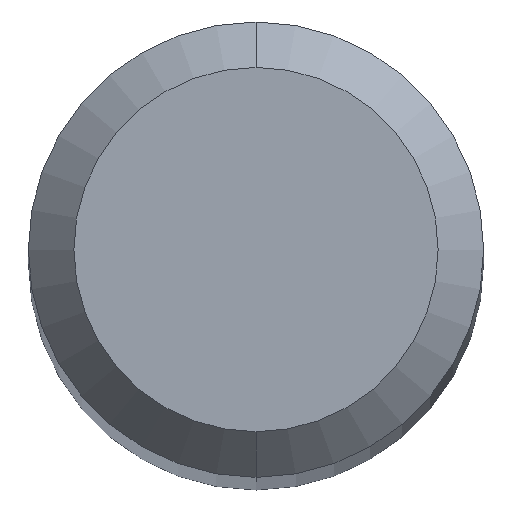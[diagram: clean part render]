
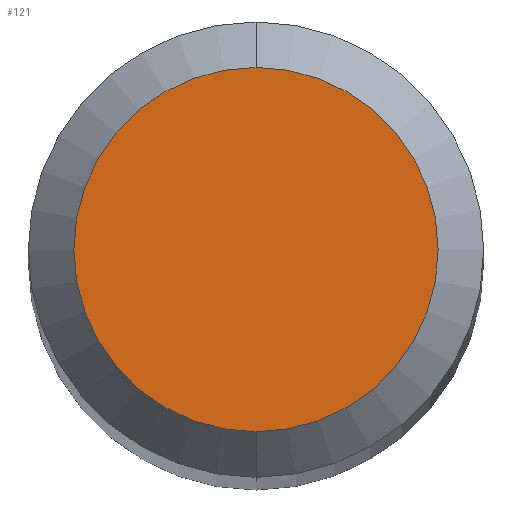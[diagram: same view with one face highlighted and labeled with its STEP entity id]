
A CAD part, top view. The second image highlights one B-rep face of the part: STEP entity #121.
In plain terms, the highlighted planar face has unit normal (0, 0, 1).
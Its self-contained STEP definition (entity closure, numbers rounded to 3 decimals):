
#3 = FACE_OUTER_BOUND ( 'NONE', #25, .T. ) ;
#11 = EDGE_CURVE ( 'NONE', #189, #162, #212, .T. ) ;
#25 = EDGE_LOOP ( 'NONE', ( #32, #80 ) ) ;
#32 = ORIENTED_EDGE ( 'NONE', *, *, #11, .T. ) ;
#76 = DIRECTION ( 'NONE',  ( 0., 1., 0. ) ) ;
#78 = AXIS2_PLACEMENT_3D ( 'NONE', #204, #127, #124 ) ;
#80 = ORIENTED_EDGE ( 'NONE', *, *, #146, .T. ) ;
#93 = CARTESIAN_POINT ( 'NONE',  ( 0., -2.54, 0. ) ) ;
#94 = DIRECTION ( 'NONE',  ( 0., 0., -1. ) ) ;
#95 = CARTESIAN_POINT ( 'NONE',  ( 0., 0., 0. ) ) ;
#119 = AXIS2_PLACEMENT_3D ( 'NONE', #192, #94, #76 ) ;
#121 = ADVANCED_FACE ( 'NONE', ( #3 ), #190, .F. ) ;
#124 = DIRECTION ( 'NONE',  ( 0., 1., 0. ) ) ;
#127 = DIRECTION ( 'NONE',  ( 0., 0., 1. ) ) ;
#138 = AXIS2_PLACEMENT_3D ( 'NONE', #95, #209, #172 ) ;
#146 = EDGE_CURVE ( 'NONE', #162, #189, #205, .T. ) ;
#162 = VERTEX_POINT ( 'NONE', #93 ) ;
#163 = CARTESIAN_POINT ( 'NONE',  ( 0., 2.54, 0. ) ) ;
#172 = DIRECTION ( 'NONE',  ( 0., 1., 0. ) ) ;
#189 = VERTEX_POINT ( 'NONE', #163 ) ;
#190 = PLANE ( 'NONE',  #119 ) ;
#192 = CARTESIAN_POINT ( 'NONE',  ( 0., 3.175, 0. ) ) ;
#204 = CARTESIAN_POINT ( 'NONE',  ( 0., 0., 0. ) ) ;
#205 = CIRCLE ( 'NONE', #138, 2.54 ) ;
#209 = DIRECTION ( 'NONE',  ( 0., 0., 1. ) ) ;
#212 = CIRCLE ( 'NONE', #78, 2.54 ) ;
